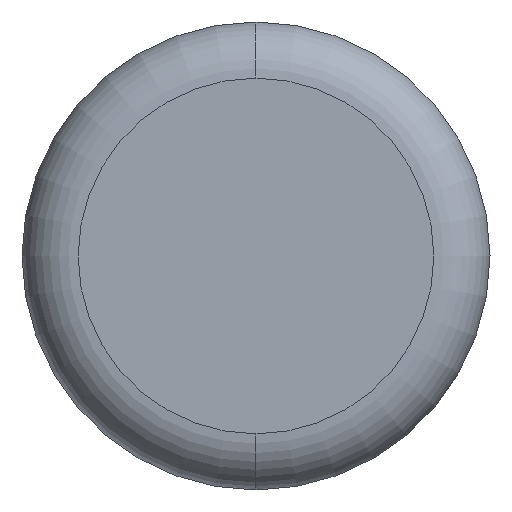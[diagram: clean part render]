
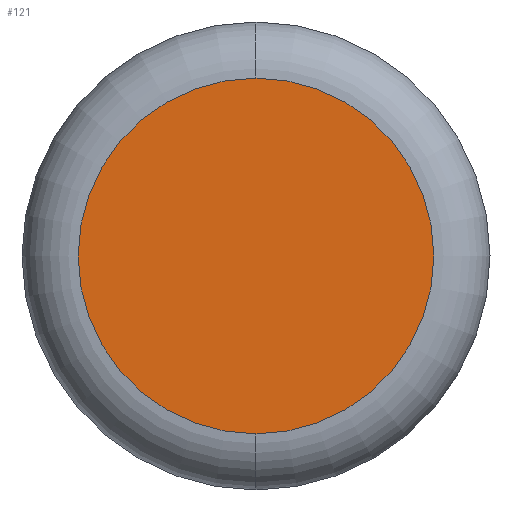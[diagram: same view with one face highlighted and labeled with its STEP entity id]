
A CAD part, front view. The second image highlights one B-rep face of the part: STEP entity #121.
In plain terms, the highlighted planar face has unit normal (0, -1, 0).
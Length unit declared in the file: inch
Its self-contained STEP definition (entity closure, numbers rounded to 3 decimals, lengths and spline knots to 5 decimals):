
#32 = DIRECTION ( 'NONE',  ( 0., -1., 0. ) ) ;
#72 = AXIS2_PLACEMENT_3D ( 'NONE', #525, #323, #118 ) ;
#78 = DIRECTION ( 'NONE',  ( 0., 0., -1. ) ) ;
#86 = CIRCLE ( 'NONE', #232, 0.0475 ) ;
#89 = CARTESIAN_POINT ( 'NONE',  ( 0., 0., 0.0475 ) ) ;
#102 = FACE_OUTER_BOUND ( 'NONE', #260, .T. ) ;
#118 = DIRECTION ( 'NONE',  ( 0., 0., -1. ) ) ;
#121 = ADVANCED_FACE ( 'NONE', ( #102 ), #435, .T. ) ;
#144 = CARTESIAN_POINT ( 'NONE',  ( 0., 0., 0. ) ) ;
#168 = VERTEX_POINT ( 'NONE', #333 ) ;
#218 = DIRECTION ( 'NONE',  ( 0., 0., -1. ) ) ;
#223 = CIRCLE ( 'NONE', #72, 0.0475 ) ;
#232 = AXIS2_PLACEMENT_3D ( 'NONE', #387, #272, #218 ) ;
#260 = EDGE_LOOP ( 'NONE', ( #342, #261 ) ) ;
#261 = ORIENTED_EDGE ( 'NONE', *, *, #441, .T. ) ;
#263 = AXIS2_PLACEMENT_3D ( 'NONE', #144, #32, #78 ) ;
#272 = DIRECTION ( 'NONE',  ( 0., -1., 0. ) ) ;
#290 = VERTEX_POINT ( 'NONE', #89 ) ;
#323 = DIRECTION ( 'NONE',  ( 0., -1., 0. ) ) ;
#328 = EDGE_CURVE ( 'NONE', #168, #290, #86, .T. ) ;
#333 = CARTESIAN_POINT ( 'NONE',  ( 0., 0., -0.0475 ) ) ;
#342 = ORIENTED_EDGE ( 'NONE', *, *, #328, .T. ) ;
#387 = CARTESIAN_POINT ( 'NONE',  ( 0., 0., 0. ) ) ;
#435 = PLANE ( 'NONE',  #263 ) ;
#441 = EDGE_CURVE ( 'NONE', #290, #168, #223, .T. ) ;
#525 = CARTESIAN_POINT ( 'NONE',  ( 0., 0., 0. ) ) ;
